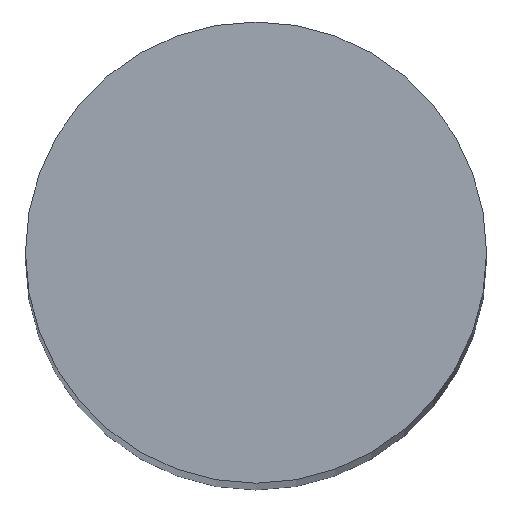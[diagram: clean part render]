
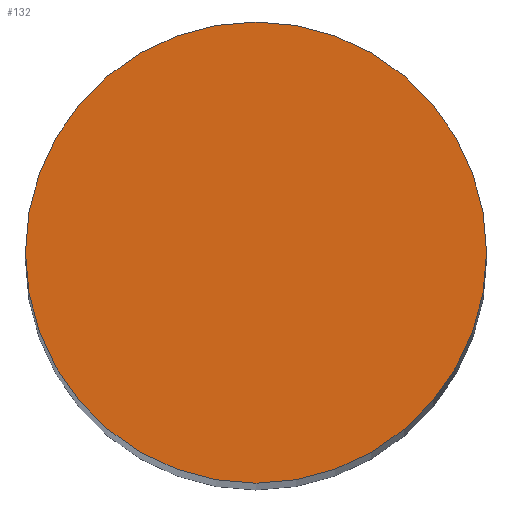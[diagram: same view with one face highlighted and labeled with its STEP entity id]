
A CAD part, top view. The second image highlights one B-rep face of the part: STEP entity #132.
In plain terms, the highlighted planar face has unit normal (0, 0, 1).
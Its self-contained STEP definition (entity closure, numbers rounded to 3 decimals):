
#17 = CARTESIAN_POINT ( 'NONE',  ( 0., 0., 24. ) ) ;
#21 = EDGE_LOOP ( 'NONE', ( #38, #68 ) ) ;
#34 = AXIS2_PLACEMENT_3D ( 'NONE', #138, #69, #70 ) ;
#38 = ORIENTED_EDGE ( 'NONE', *, *, #101, .T. ) ;
#44 = CARTESIAN_POINT ( 'NONE',  ( -1.425, 0., 24. ) ) ;
#50 = EDGE_CURVE ( 'NONE', #136, #159, #170, .T. ) ;
#51 = DIRECTION ( 'NONE',  ( 0., 0., 1. ) ) ;
#56 = DIRECTION ( 'NONE',  ( 1., 0., 0. ) ) ;
#68 = ORIENTED_EDGE ( 'NONE', *, *, #50, .T. ) ;
#69 = DIRECTION ( 'NONE',  ( 0., 0., 1. ) ) ;
#70 = DIRECTION ( 'NONE',  ( 1., 0., 0. ) ) ;
#98 = DIRECTION ( 'NONE',  ( 0., 0., 1. ) ) ;
#99 = AXIS2_PLACEMENT_3D ( 'NONE', #171, #51, #109 ) ;
#101 = EDGE_CURVE ( 'NONE', #159, #136, #116, .T. ) ;
#109 = DIRECTION ( 'NONE',  ( 1., 0., 0. ) ) ;
#116 = CIRCLE ( 'NONE', #142, 1.425 ) ;
#126 = CARTESIAN_POINT ( 'NONE',  ( 1.425, 0., 24. ) ) ;
#132 = ADVANCED_FACE ( 'NONE', ( #151 ), #141, .T. ) ;
#136 = VERTEX_POINT ( 'NONE', #126 ) ;
#138 = CARTESIAN_POINT ( 'NONE',  ( 0., 0., 24. ) ) ;
#141 = PLANE ( 'NONE',  #34 ) ;
#142 = AXIS2_PLACEMENT_3D ( 'NONE', #17, #98, #56 ) ;
#151 = FACE_OUTER_BOUND ( 'NONE', #21, .T. ) ;
#159 = VERTEX_POINT ( 'NONE', #44 ) ;
#170 = CIRCLE ( 'NONE', #99, 1.425 ) ;
#171 = CARTESIAN_POINT ( 'NONE',  ( 0., 0., 24. ) ) ;
